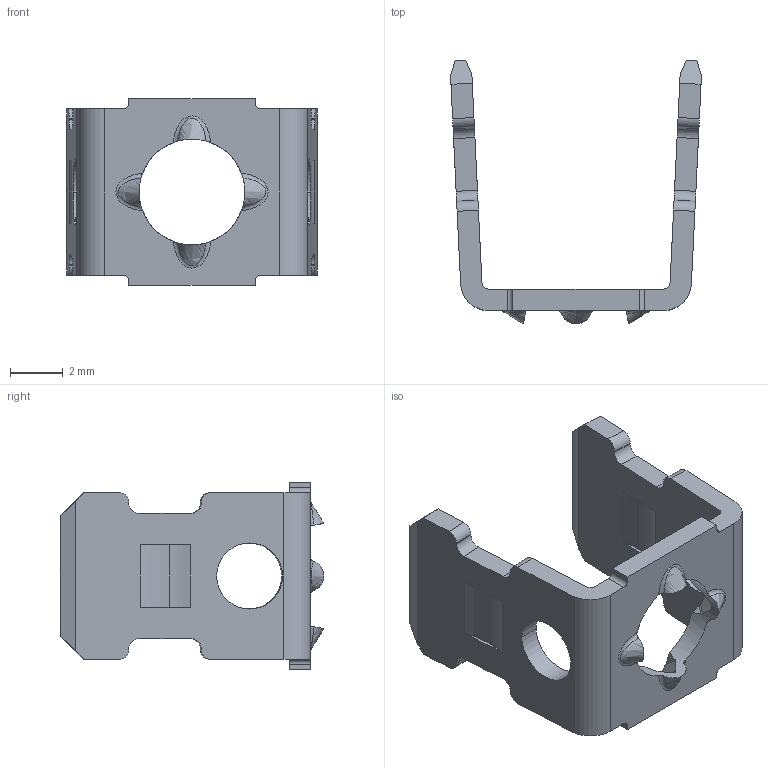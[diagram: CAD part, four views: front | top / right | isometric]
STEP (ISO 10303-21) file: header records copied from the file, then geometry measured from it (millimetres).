
FILE_DESCRIPTION (( 'STEP AP203' ), '1' );
FILE_NAME ('08805.STEP', '2015-01-29T16:49:14', ( '' ), ( '' ), 'SwSTEP 2.0', 'SolidWorks 2014', '' );
FILE_SCHEMA (( 'CONFIG_CONTROL_DESIGN' ));
Length unit declared in the file: inch
Products named in the file (1): 08805
Bounding box: 9.55 x 10.03 x 7.11 mm (x, y, z)
Volume: 105.7 mm3; surface area: 345 mm2
Topology: 1 solids, 1 shells, 130 faces, 372 edges, 248 vertices
Faces by surface type: plane 62, cylinder 52, bspline 16
Entity records: 4745 total; most frequent: CARTESIAN_POINT 1411, ORIENTED_EDGE 744, DIRECTION 610, EDGE_CURVE 372, VERTEX_POINT 248, VECTOR 212, LINE 212, AXIS2_PLACEMENT_3D 199
